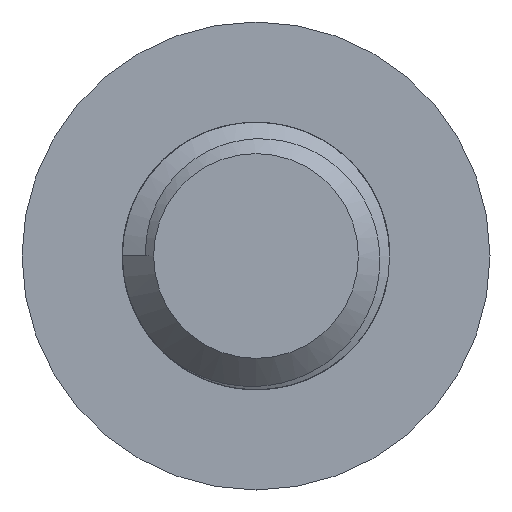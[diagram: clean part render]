
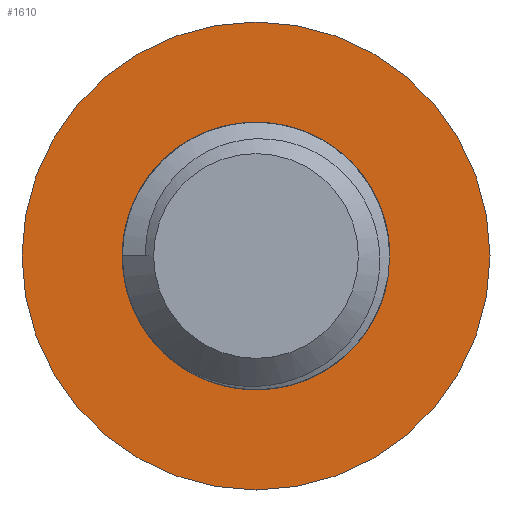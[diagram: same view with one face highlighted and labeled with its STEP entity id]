
A CAD part, left-side view. The second image highlights one B-rep face of the part: STEP entity #1610.
In plain terms, the highlighted face is planar.
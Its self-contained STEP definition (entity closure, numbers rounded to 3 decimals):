
#23=PLANE('',#1730);
#35=FACE_BOUND('',#291,.T.);
#109=CIRCLE('',#1679,4.);
#110=CIRCLE('',#1681,4.);
#113=CIRCLE('',#1716,7.);
#122=CIRCLE('',#1731,4.);
#196=FACE_OUTER_BOUND('',#290,.T.);
#290=EDGE_LOOP('',(#1263));
#291=EDGE_LOOP('',(#1264,#1265,#1266));
#638=VERTEX_POINT('',#3320);
#640=VERTEX_POINT('',#3323);
#644=VERTEX_POINT('',#3360);
#708=VERTEX_POINT('',#5684);
#831=EDGE_CURVE('',#638,#640,#109,.T.);
#836=EDGE_CURVE('',#640,#644,#110,.T.);
#932=EDGE_CURVE('',#708,#708,#113,.T.);
#946=EDGE_CURVE('',#644,#638,#122,.T.);
#1263=ORIENTED_EDGE('',*,*,#932,.F.);
#1264=ORIENTED_EDGE('',*,*,#836,.F.);
#1265=ORIENTED_EDGE('',*,*,#831,.F.);
#1266=ORIENTED_EDGE('',*,*,#946,.F.);
#1610=ADVANCED_FACE('',(#196,#35),#23,.F.);
#1679=AXIS2_PLACEMENT_3D('',#3324,#1860,#1861);
#1681=AXIS2_PLACEMENT_3D('',#3361,#1865,#1866);
#1716=AXIS2_PLACEMENT_3D('',#5686,#1966,#1967);
#1730=AXIS2_PLACEMENT_3D('',#5787,#1996,#1997);
#1731=AXIS2_PLACEMENT_3D('',#5788,#1998,#1999);
#1860=DIRECTION('center_axis',(0.,0.,-1.));
#1861=DIRECTION('ref_axis',(1.,0.,0.));
#1865=DIRECTION('center_axis',(0.,0.,-1.));
#1866=DIRECTION('ref_axis',(1.,0.,0.));
#1966=DIRECTION('center_axis',(0.,0.,1.));
#1967=DIRECTION('ref_axis',(1.,0.,0.));
#1996=DIRECTION('center_axis',(0.,0.,1.));
#1997=DIRECTION('ref_axis',(1.,0.,0.));
#1998=DIRECTION('center_axis',(0.,0.,-1.));
#1999=DIRECTION('ref_axis',(1.,0.,0.));
#3320=CARTESIAN_POINT('',(0.,-4.,-4.4));
#3323=CARTESIAN_POINT('',(-4.,0.,-4.4));
#3324=CARTESIAN_POINT('Origin',(0.,0.,-4.4));
#3360=CARTESIAN_POINT('',(-2.828,2.828,-4.4));
#3361=CARTESIAN_POINT('Origin',(0.,0.,-4.4));
#5684=CARTESIAN_POINT('',(-7.,0.,-4.4));
#5686=CARTESIAN_POINT('Origin',(0.,0.,-4.4));
#5787=CARTESIAN_POINT('Origin',(0.,-7.,-4.4));
#5788=CARTESIAN_POINT('Origin',(0.,0.,-4.4));
